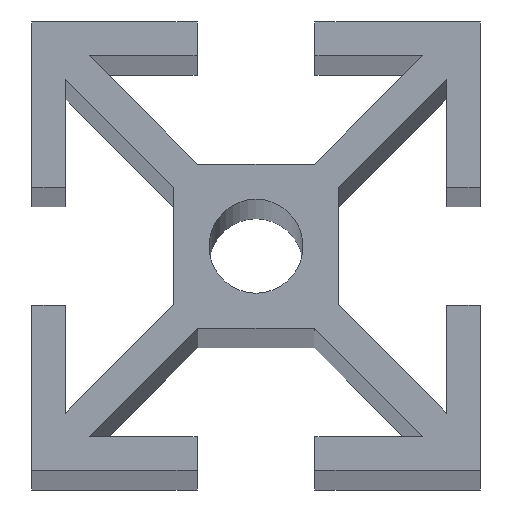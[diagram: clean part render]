
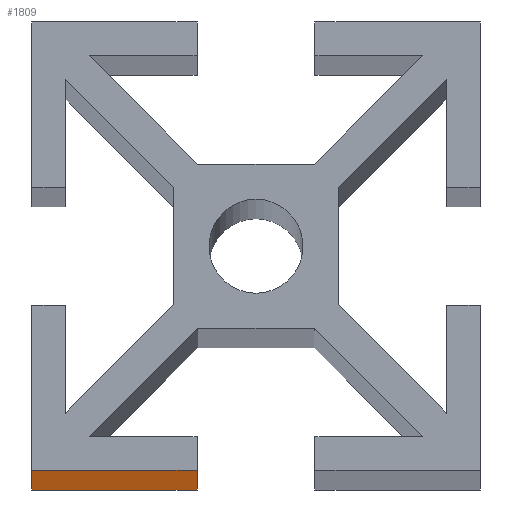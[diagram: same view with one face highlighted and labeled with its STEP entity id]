
A CAD part, top view. The second image highlights one B-rep face of the part: STEP entity #1809.
In plain terms, the highlighted planar face has unit normal (0, -1, 0).
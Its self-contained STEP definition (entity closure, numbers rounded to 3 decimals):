
#72 = PLANE('',#73);
#73 = AXIS2_PLACEMENT_3D('',#74,#75,#76);
#74 = CARTESIAN_POINT('',(10.076,9.924,500.));
#75 = DIRECTION('',(0.,0.,1.));
#76 = DIRECTION('',(1.,0.,0.));
#126 = PLANE('',#127);
#127 = AXIS2_PLACEMENT_3D('',#128,#129,#130);
#128 = CARTESIAN_POINT('',(10.076,9.924,0.));
#129 = DIRECTION('',(0.,0.,1.));
#130 = DIRECTION('',(1.,0.,0.));
#1701 = PLANE('',#1702);
#1702 = AXIS2_PLACEMENT_3D('',#1703,#1704,#1705);
#1703 = CARTESIAN_POINT('',(0.,7.37,0.));
#1704 = DIRECTION('',(1.,0.,0.));
#1705 = DIRECTION('',(0.,-1.,0.));
#1739 = VERTEX_POINT('',#1740);
#1740 = CARTESIAN_POINT('',(0.,0.,500.));
#1761 = EDGE_CURVE('',#1762,#1739,#1764,.T.);
#1762 = VERTEX_POINT('',#1763);
#1763 = CARTESIAN_POINT('',(0.,0.,0.));
#1764 = SURFACE_CURVE('',#1765,(#1769,#1776),.PCURVE_S1.);
#1765 = LINE('',#1766,#1767);
#1766 = CARTESIAN_POINT('',(0.,0.,0.));
#1767 = VECTOR('',#1768,1.);
#1768 = DIRECTION('',(0.,0.,1.));
#1769 = PCURVE('',#1701,#1770);
#1770 = DEFINITIONAL_REPRESENTATION('',(#1771),#1775);
#1771 = LINE('',#1772,#1773);
#1772 = CARTESIAN_POINT('',(7.37,0.));
#1773 = VECTOR('',#1774,1.);
#1774 = DIRECTION('',(0.,-1.));
#1775 = ( GEOMETRIC_REPRESENTATION_CONTEXT(2) 
PARAMETRIC_REPRESENTATION_CONTEXT() REPRESENTATION_CONTEXT('2D SPACE',''
  ) );
#1776 = PCURVE('',#1777,#1782);
#1777 = PLANE('',#1778);
#1778 = AXIS2_PLACEMENT_3D('',#1779,#1780,#1781);
#1779 = CARTESIAN_POINT('',(0.,0.,0.));
#1780 = DIRECTION('',(0.,1.,0.));
#1781 = DIRECTION('',(1.,0.,0.));
#1782 = DEFINITIONAL_REPRESENTATION('',(#1783),#1787);
#1783 = LINE('',#1784,#1785);
#1784 = CARTESIAN_POINT('',(0.,0.));
#1785 = VECTOR('',#1786,1.);
#1786 = DIRECTION('',(0.,-1.));
#1787 = ( GEOMETRIC_REPRESENTATION_CONTEXT(2) 
PARAMETRIC_REPRESENTATION_CONTEXT() REPRESENTATION_CONTEXT('2D SPACE',''
  ) );
#1809 = ADVANCED_FACE('',(#1810),#1777,.F.);
#1810 = FACE_BOUND('',#1811,.F.);
#1811 = EDGE_LOOP('',(#1812,#1813,#1836,#1864));
#1812 = ORIENTED_EDGE('',*,*,#1761,.T.);
#1813 = ORIENTED_EDGE('',*,*,#1814,.T.);
#1814 = EDGE_CURVE('',#1739,#1815,#1817,.T.);
#1815 = VERTEX_POINT('',#1816);
#1816 = CARTESIAN_POINT('',(7.37,0.,500.));
#1817 = SURFACE_CURVE('',#1818,(#1822,#1829),.PCURVE_S1.);
#1818 = LINE('',#1819,#1820);
#1819 = CARTESIAN_POINT('',(0.,0.,500.));
#1820 = VECTOR('',#1821,1.);
#1821 = DIRECTION('',(1.,0.,0.));
#1822 = PCURVE('',#1777,#1823);
#1823 = DEFINITIONAL_REPRESENTATION('',(#1824),#1828);
#1824 = LINE('',#1825,#1826);
#1825 = CARTESIAN_POINT('',(0.,-500.));
#1826 = VECTOR('',#1827,1.);
#1827 = DIRECTION('',(1.,0.));
#1828 = ( GEOMETRIC_REPRESENTATION_CONTEXT(2) 
PARAMETRIC_REPRESENTATION_CONTEXT() REPRESENTATION_CONTEXT('2D SPACE',''
  ) );
#1829 = PCURVE('',#72,#1830);
#1830 = DEFINITIONAL_REPRESENTATION('',(#1831),#1835);
#1831 = LINE('',#1832,#1833);
#1832 = CARTESIAN_POINT('',(-10.076,-9.924));
#1833 = VECTOR('',#1834,1.);
#1834 = DIRECTION('',(1.,0.));
#1835 = ( GEOMETRIC_REPRESENTATION_CONTEXT(2) 
PARAMETRIC_REPRESENTATION_CONTEXT() REPRESENTATION_CONTEXT('2D SPACE',''
  ) );
#1836 = ORIENTED_EDGE('',*,*,#1837,.F.);
#1837 = EDGE_CURVE('',#1838,#1815,#1840,.T.);
#1838 = VERTEX_POINT('',#1839);
#1839 = CARTESIAN_POINT('',(7.37,0.,0.));
#1840 = SURFACE_CURVE('',#1841,(#1845,#1852),.PCURVE_S1.);
#1841 = LINE('',#1842,#1843);
#1842 = CARTESIAN_POINT('',(7.37,0.,0.));
#1843 = VECTOR('',#1844,1.);
#1844 = DIRECTION('',(0.,0.,1.));
#1845 = PCURVE('',#1777,#1846);
#1846 = DEFINITIONAL_REPRESENTATION('',(#1847),#1851);
#1847 = LINE('',#1848,#1849);
#1848 = CARTESIAN_POINT('',(7.37,0.));
#1849 = VECTOR('',#1850,1.);
#1850 = DIRECTION('',(0.,-1.));
#1851 = ( GEOMETRIC_REPRESENTATION_CONTEXT(2) 
PARAMETRIC_REPRESENTATION_CONTEXT() REPRESENTATION_CONTEXT('2D SPACE',''
  ) );
#1852 = PCURVE('',#1853,#1858);
#1853 = PLANE('',#1854);
#1854 = AXIS2_PLACEMENT_3D('',#1855,#1856,#1857);
#1855 = CARTESIAN_POINT('',(7.37,0.,0.));
#1856 = DIRECTION('',(-1.,0.,0.));
#1857 = DIRECTION('',(0.,1.,0.));
#1858 = DEFINITIONAL_REPRESENTATION('',(#1859),#1863);
#1859 = LINE('',#1860,#1861);
#1860 = CARTESIAN_POINT('',(0.,0.));
#1861 = VECTOR('',#1862,1.);
#1862 = DIRECTION('',(0.,-1.));
#1863 = ( GEOMETRIC_REPRESENTATION_CONTEXT(2) 
PARAMETRIC_REPRESENTATION_CONTEXT() REPRESENTATION_CONTEXT('2D SPACE',''
  ) );
#1864 = ORIENTED_EDGE('',*,*,#1865,.F.);
#1865 = EDGE_CURVE('',#1762,#1838,#1866,.T.);
#1866 = SURFACE_CURVE('',#1867,(#1871,#1878),.PCURVE_S1.);
#1867 = LINE('',#1868,#1869);
#1868 = CARTESIAN_POINT('',(0.,0.,0.));
#1869 = VECTOR('',#1870,1.);
#1870 = DIRECTION('',(1.,0.,0.));
#1871 = PCURVE('',#1777,#1872);
#1872 = DEFINITIONAL_REPRESENTATION('',(#1873),#1877);
#1873 = LINE('',#1874,#1875);
#1874 = CARTESIAN_POINT('',(0.,0.));
#1875 = VECTOR('',#1876,1.);
#1876 = DIRECTION('',(1.,0.));
#1877 = ( GEOMETRIC_REPRESENTATION_CONTEXT(2) 
PARAMETRIC_REPRESENTATION_CONTEXT() REPRESENTATION_CONTEXT('2D SPACE',''
  ) );
#1878 = PCURVE('',#126,#1879);
#1879 = DEFINITIONAL_REPRESENTATION('',(#1880),#1884);
#1880 = LINE('',#1881,#1882);
#1881 = CARTESIAN_POINT('',(-10.076,-9.924));
#1882 = VECTOR('',#1883,1.);
#1883 = DIRECTION('',(1.,0.));
#1884 = ( GEOMETRIC_REPRESENTATION_CONTEXT(2) 
PARAMETRIC_REPRESENTATION_CONTEXT() REPRESENTATION_CONTEXT('2D SPACE',''
  ) );
